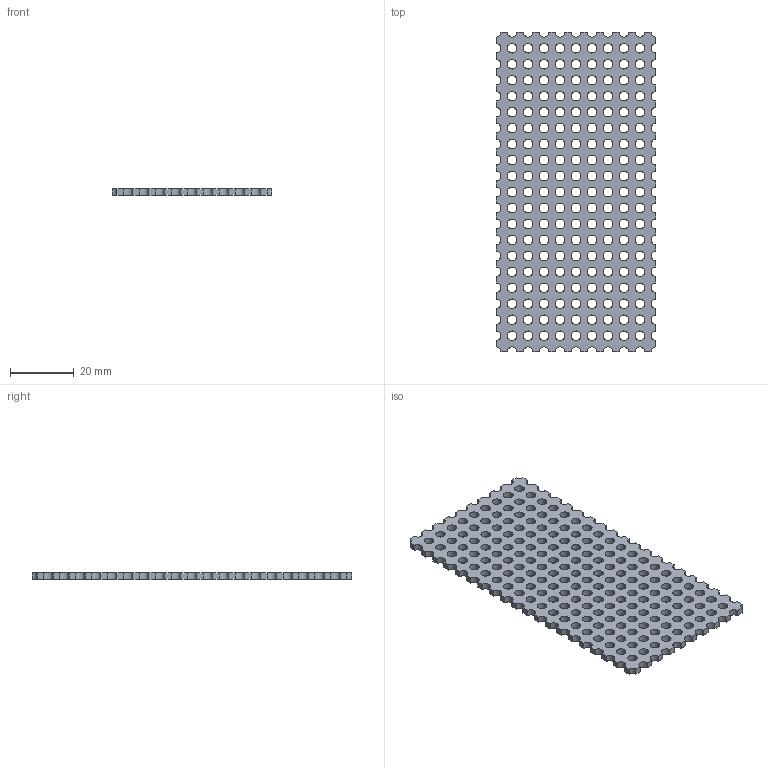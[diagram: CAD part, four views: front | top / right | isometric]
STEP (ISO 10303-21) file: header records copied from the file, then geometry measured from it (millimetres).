
FILE_DESCRIPTION (( 'STEP AP214' ), '1' );
FILE_NAME ('Board 100x50.STEP', '2022-02-11T14:10:50', ( '' ), ( '' ), 'SwSTEP 2.0', 'SolidWorks 2016', '' );
FILE_SCHEMA (( 'AUTOMOTIVE_DESIGN' ));
Length unit declared in the file: millimetre
Products named in the file (2): Board 100x50
Bounding box: 50 x 100 x 2 mm (x, y, z)
Volume: 7172.6 mm3; surface area: 11182.5 mm2
Topology: 1 solids, 1 shells, 483 faces, 1443 edges, 962 vertices
Faces by surface type: cylinder 421, plane 62
Entity records: 17472 total; most frequent: DIRECTION 3255, CARTESIAN_POINT 2890, ORIENTED_EDGE 2886, EDGE_CURVE 1443, AXIS2_PLACEMENT_3D 1327, VERTEX_POINT 962, CIRCLE 842, EDGE_LOOP 825
